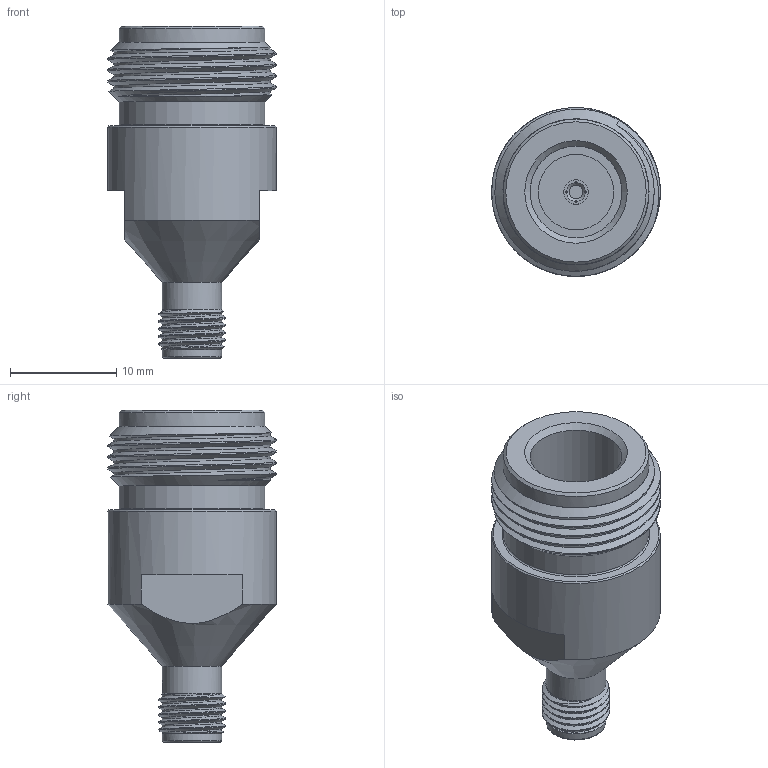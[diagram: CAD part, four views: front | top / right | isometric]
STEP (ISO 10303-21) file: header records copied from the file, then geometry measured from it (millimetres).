
FILE_DESCRIPTION (( 'STEP AP203' ), '1' );
FILE_NAME ('SM4236_3D.step', '2021-02-10T21:35:00', ( '' ), ( '' ), 'SwSTEP 2.0', 'SolidWorks 2018', '' );
FILE_SCHEMA (( 'CONFIG_CONTROL_DESIGN' ));
Length unit declared in the file: inch
Products named in the file (1): SM4236_3D
Bounding box: 15.88 x 15.87 x 31.24 mm (x, y, z)
Volume: 3364.8 mm3; surface area: 2085.9 mm2
Topology: 1 solids, 1 shells, 80 faces, 198 edges, 128 vertices
Faces by surface type: plane 34, cylinder 22, cone 16, bspline 6, torus 2
Full cylindrical faces by diameter (mm): 0.94 x1, 1.194 x1, 1.27 x1, 2.286 x1, 4.572 x1, 5.582 x2, 7.112 x1, 8.636 x1, 13.716 x2, 15.875 x1
Entity records: 5436 total; most frequent: CARTESIAN_POINT 3755, ORIENTED_EDGE 332, DIRECTION 300, EDGE_CURVE 166, AXIS2_PLACEMENT_3D 129, VERTEX_POINT 118, EDGE_LOOP 108, FACE_OUTER_BOUND 93
